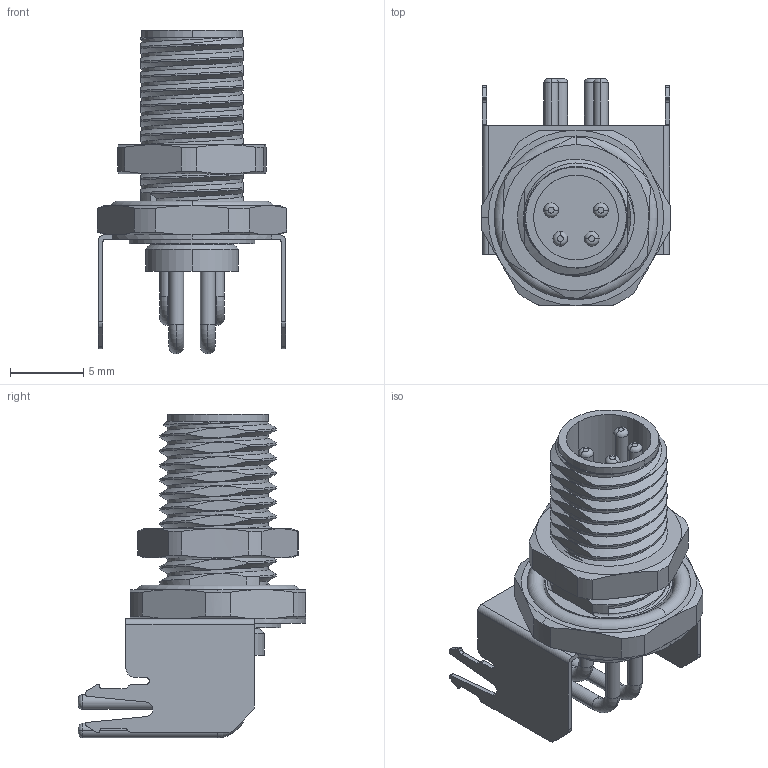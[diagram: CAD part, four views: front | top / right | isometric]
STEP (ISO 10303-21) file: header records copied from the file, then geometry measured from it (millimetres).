
FILE_DESCRIPTION (( 'STEP AP203' ), '1' );
FILE_NAME ('A000.T0482(MB08MBSAFF04RA).STEP', '2020-08-17T08:34:00', ( 'edpusr' ), ( 'Microsoft' ), 'SwSTEP 2.0', 'SolidWorks 2015', '' );
FILE_SCHEMA (( 'CONFIG_CONTROL_DESIGN' ));
Length unit declared in the file: millimetre
Products named in the file (1): A000.T0482(MB08MBSAFF04RA)
Bounding box: 13 x 15.55 x 22.15 mm (x, y, z)
Volume: 887.4 mm3; surface area: 1823.8 mm2
Topology: 2 solids, 2 shells, 298 faces, 770 edges, 493 vertices
Faces by surface type: cylinder 118, plane 103, cone 38, torus 34, bspline 5
Entity records: 12444 total; most frequent: CARTESIAN_POINT 5178, ORIENTED_EDGE 1540, DIRECTION 1516, EDGE_CURVE 770, AXIS2_PLACEMENT_3D 609, VERTEX_POINT 493, EDGE_LOOP 319, CIRCLE 315
